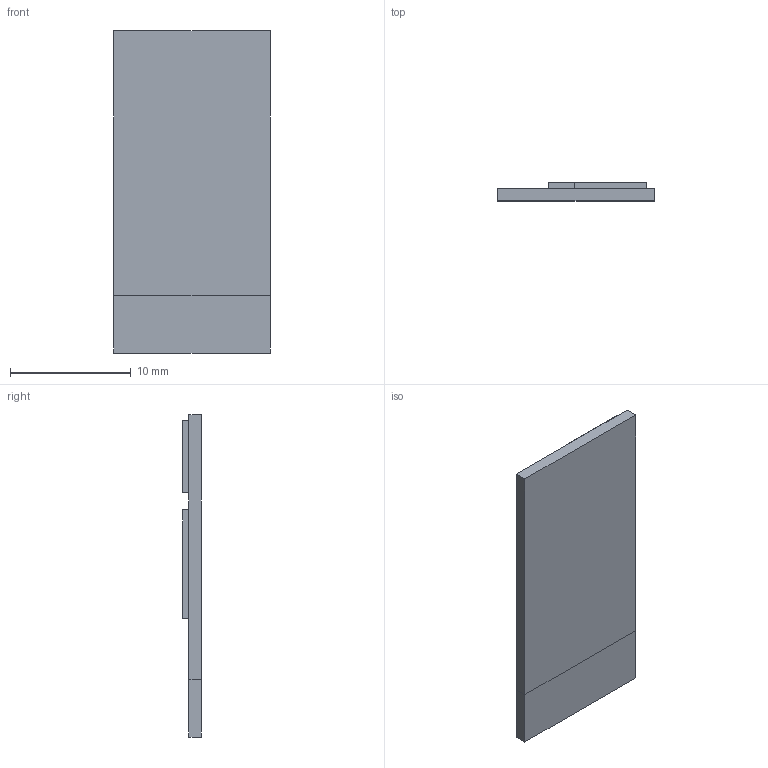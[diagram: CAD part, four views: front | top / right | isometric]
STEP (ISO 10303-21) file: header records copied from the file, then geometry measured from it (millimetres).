
FILE_DESCRIPTION (( 'STEP AP214' ), '1' );
FILE_NAME ('HC05.STEP', '2016-11-14T22:37:02', ( '' ), ( '' ), 'SwSTEP 2.0', 'SolidWorks 2014', '' );
FILE_SCHEMA (( 'AUTOMOTIVE_DESIGN' ));
Length unit declared in the file: millimetre
Products named in the file (5): radioChip; PCBbase; antenna; HC05; bigChip
Assembly tree (4 placements, depth 2):
  HC05
    antenna
    PCBbase
    radioChip
    bigChip
Bounding box: 13 x 1.5 x 26.7 mm (x, y, z)
Volume: 401.1 mm3; surface area: 1044.6 mm2
Topology: 4 solids, 4 shells, 24 faces, 48 edges, 32 vertices
Faces by surface type: plane 24
Entity records: 1074 total; most frequent: CARTESIAN_POINT 111, DIRECTION 110, ORIENTED_EDGE 96, VECTOR 48, EDGE_CURVE 48, LINE 48, UNCERTAINTY_MEASURE_WITH_UNIT 37, PRESENTATION_LAYER_ASSIGNMENT 32
